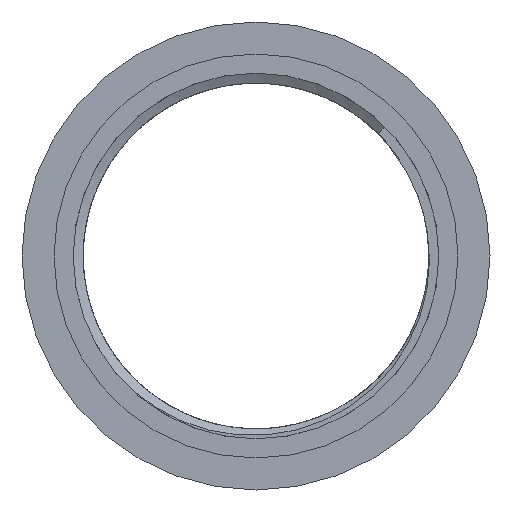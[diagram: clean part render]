
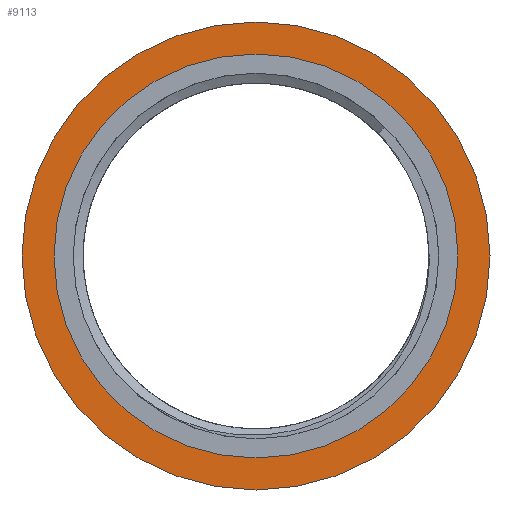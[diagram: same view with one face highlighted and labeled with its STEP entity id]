
A CAD part, front view. The second image highlights one B-rep face of the part: STEP entity #9113.
In plain terms, the highlighted planar face has unit normal (0, -1, 0).
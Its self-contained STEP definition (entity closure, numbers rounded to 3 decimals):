
#271 = CIRCLE ( 'NONE', #2498, 16. ) ;
#1725 = FACE_BOUND ( 'NONE', #14219, .T. ) ;
#1891 = CARTESIAN_POINT ( 'NONE',  ( 0., 0., -13.81 ) ) ;
#2498 = AXIS2_PLACEMENT_3D ( 'NONE', #21160, #18958, #25338 ) ;
#2739 = DIRECTION ( 'NONE',  ( 0., 1., 0. ) ) ;
#3049 = EDGE_CURVE ( 'NONE', #5254, #21229, #271, .T. ) ;
#3618 = CIRCLE ( 'NONE', #27174, 13.81 ) ;
#4936 = VERTEX_POINT ( 'NONE', #1891 ) ;
#5254 = VERTEX_POINT ( 'NONE', #7725 ) ;
#5415 = ORIENTED_EDGE ( 'NONE', *, *, #15218, .F. ) ;
#5580 = ORIENTED_EDGE ( 'NONE', *, *, #27017, .F. ) ;
#7061 = DIRECTION ( 'NONE',  ( 0., 0., 1. ) ) ;
#7292 = AXIS2_PLACEMENT_3D ( 'NONE', #25107, #16347, #20512 ) ;
#7383 = AXIS2_PLACEMENT_3D ( 'NONE', #11224, #2739, #7061 ) ;
#7510 = CARTESIAN_POINT ( 'NONE',  ( 0., 0., 13.81 ) ) ;
#7725 = CARTESIAN_POINT ( 'NONE',  ( 0., 0., -16. ) ) ;
#9113 = ADVANCED_FACE ( 'NONE', ( #26919, #1725 ), #22606, .F. ) ;
#11224 = CARTESIAN_POINT ( 'NONE',  ( 0., 0., 0. ) ) ;
#12621 = DIRECTION ( 'NONE',  ( 0., 0., 1. ) ) ;
#12894 = CARTESIAN_POINT ( 'NONE',  ( 0., 0., 0. ) ) ;
#13552 = CIRCLE ( 'NONE', #25131, 13.81 ) ;
#14219 = EDGE_LOOP ( 'NONE', ( #17329, #5415 ) ) ;
#15179 = VERTEX_POINT ( 'NONE', #7510 ) ;
#15218 = EDGE_CURVE ( 'NONE', #4936, #15179, #13552, .T. ) ;
#16347 = DIRECTION ( 'NONE',  ( 0., 1., 0. ) ) ;
#17329 = ORIENTED_EDGE ( 'NONE', *, *, #20611, .F. ) ;
#18503 = CIRCLE ( 'NONE', #7383, 16. ) ;
#18958 = DIRECTION ( 'NONE',  ( 0., 1., 0. ) ) ;
#20512 = DIRECTION ( 'NONE',  ( 0., 0., 1. ) ) ;
#20611 = EDGE_CURVE ( 'NONE', #15179, #4936, #3618, .T. ) ;
#20814 = DIRECTION ( 'NONE',  ( 0., 0., 1. ) ) ;
#20970 = DIRECTION ( 'NONE',  ( 0., -1., 0. ) ) ;
#21160 = CARTESIAN_POINT ( 'NONE',  ( 0., 0., 0. ) ) ;
#21229 = VERTEX_POINT ( 'NONE', #26330 ) ;
#22518 = ORIENTED_EDGE ( 'NONE', *, *, #3049, .F. ) ;
#22606 = PLANE ( 'NONE',  #7292 ) ;
#22843 = EDGE_LOOP ( 'NONE', ( #22518, #5580 ) ) ;
#25107 = CARTESIAN_POINT ( 'NONE',  ( 0., 0., 0. ) ) ;
#25131 = AXIS2_PLACEMENT_3D ( 'NONE', #12894, #20970, #12621 ) ;
#25338 = DIRECTION ( 'NONE',  ( 0., 0., 1. ) ) ;
#26330 = CARTESIAN_POINT ( 'NONE',  ( 0., 0., 16. ) ) ;
#26811 = CARTESIAN_POINT ( 'NONE',  ( 0., 0., 0. ) ) ;
#26919 = FACE_OUTER_BOUND ( 'NONE', #22843, .T. ) ;
#26952 = DIRECTION ( 'NONE',  ( 0., -1., 0. ) ) ;
#27017 = EDGE_CURVE ( 'NONE', #21229, #5254, #18503, .T. ) ;
#27174 = AXIS2_PLACEMENT_3D ( 'NONE', #26811, #26952, #20814 ) ;
